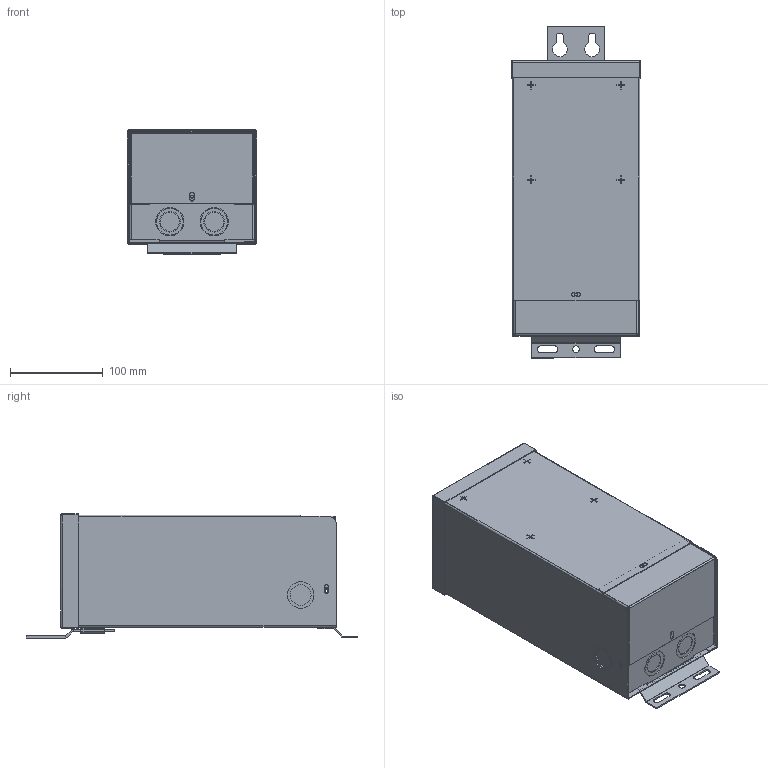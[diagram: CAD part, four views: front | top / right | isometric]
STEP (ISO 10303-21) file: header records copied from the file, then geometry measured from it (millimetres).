
FILE_DESCRIPTION (( 'STEP AP214' ), '1' );
FILE_NAME ('T279742S.STEP', '2015-07-16T14:09:39', ( '' ), ( '' ), 'SwSTEP 2.0', 'SolidWorks 2012', '' );
FILE_SCHEMA (( 'AUTOMOTIVE_DESIGN' ));
Length unit declared in the file: inch
Products named in the file (9): A  6-701651-; A  4-701641-; A  1-113451-; B   -111577-; A  6-701637-; A   -700716-; A  4-701639-; T279742S; A  4-701640-
Assembly tree (8 placements, depth 3):
  T279742S
    A  6-701637-
      A  6-701651-
      A  1-113451-
      A  4-701639-
    A   -700716-
    B   -111577-
    A  4-701640-
    A  4-701641-
Bounding box: 139.9 x 357.37 x 133.57 mm (x, y, z)
Volume: 206173 mm3; surface area: 433696 mm2
Topology: 7 solids, 7 shells, 520 faces, 1232 edges, 760 vertices
Faces by surface type: plane 328, cylinder 152, cone 20, bspline 20
Entity records: 17310 total; most frequent: CARTESIAN_POINT 4744, DIRECTION 2520, ORIENTED_EDGE 2464, EDGE_CURVE 1232, LINE 888, VECTOR 888, AXIS2_PLACEMENT_3D 816, VERTEX_POINT 760
